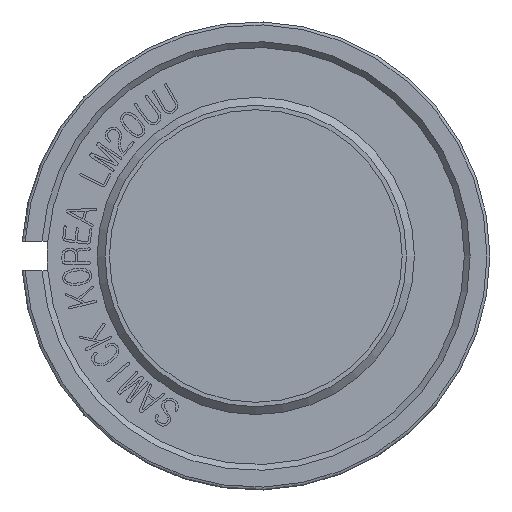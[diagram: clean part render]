
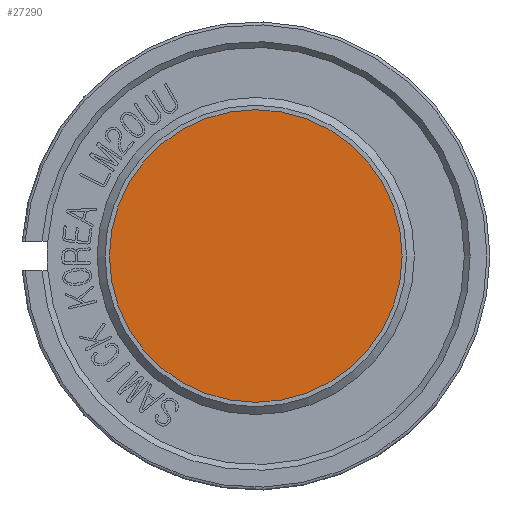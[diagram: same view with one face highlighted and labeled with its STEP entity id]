
A CAD part, front view. The second image highlights one B-rep face of the part: STEP entity #27290.
In plain terms, the highlighted planar face has unit normal (0, -1, 0).
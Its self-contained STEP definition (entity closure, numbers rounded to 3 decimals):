
#27259=CARTESIAN_POINT('',(-10.0,-47.5,0.));
#27260=VERTEX_POINT('',#27259);
#27261=CARTESIAN_POINT('',(0.0,-47.5,0.0));
#27262=DIRECTION('',(0.0,1.0,0.0));
#27263=DIRECTION('',(1.0,0.0,0.0));
#27264=AXIS2_PLACEMENT_3D('',#27261,#27262,#27263);
#27265=CIRCLE('',#27264,10.0);
#27266=EDGE_CURVE('',#27260,#27260,#27265,.T.);
#27282=CARTESIAN_POINT('',(0.0,-47.5,0.0));
#27283=DIRECTION('',(0.0,-1.0,0.0));
#27284=DIRECTION('',(0.0,0.0,-1.0));
#27285=AXIS2_PLACEMENT_3D('',#27282,#27283,#27284);
#27286=PLANE('',#27285);
#27287=ORIENTED_EDGE('',*,*,#27266,.F.);
#27288=EDGE_LOOP('',(#27287));
#27289=FACE_OUTER_BOUND('',#27288,.T.);
#27290=ADVANCED_FACE('',(#27289),#27286,.T.);
